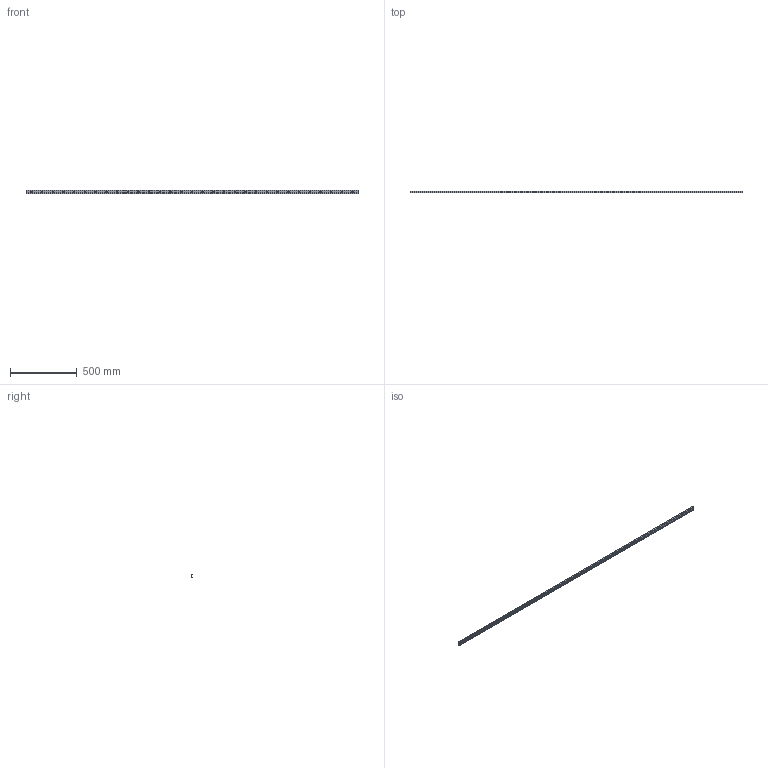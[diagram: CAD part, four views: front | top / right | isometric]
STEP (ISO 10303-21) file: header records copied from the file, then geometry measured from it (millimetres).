
FILE_DESCRIPTION((''),'2;1');
FILE_NAME('LCX 28H-2480.C.stp','2016-04-28T08:32:54',('MRathmann'),(''),'Autodesk Inventor 2012','Autodesk Inventor 2012','');
FILE_SCHEMA(('CONFIG_CONTROL_DESIGN'));
Length unit declared in the file: millimetre
Products named in the file (1): LCX 28H-2480.C
Bounding box: 2480 x 12.3 x 28 mm (x, y, z)
Volume: 400991.6 mm3; surface area: 240378.3 mm2
Topology: 1 solids, 1 shells, 117 faces, 283 edges, 199 vertices
Faces by surface type: cylinder 73, plane 44
Full cylindrical faces by diameter (mm): 6.4 x31, 11 x31
Entity records: 3092 total; most frequent: DIRECTION 572, CARTESIAN_POINT 476, ORIENTED_EDGE 380, EDGE_LOOP 272, AXIS2_PLACEMENT_3D 264, EDGE_CURVE 190, VERTEX_POINT 168, FACE_BOUND 155
